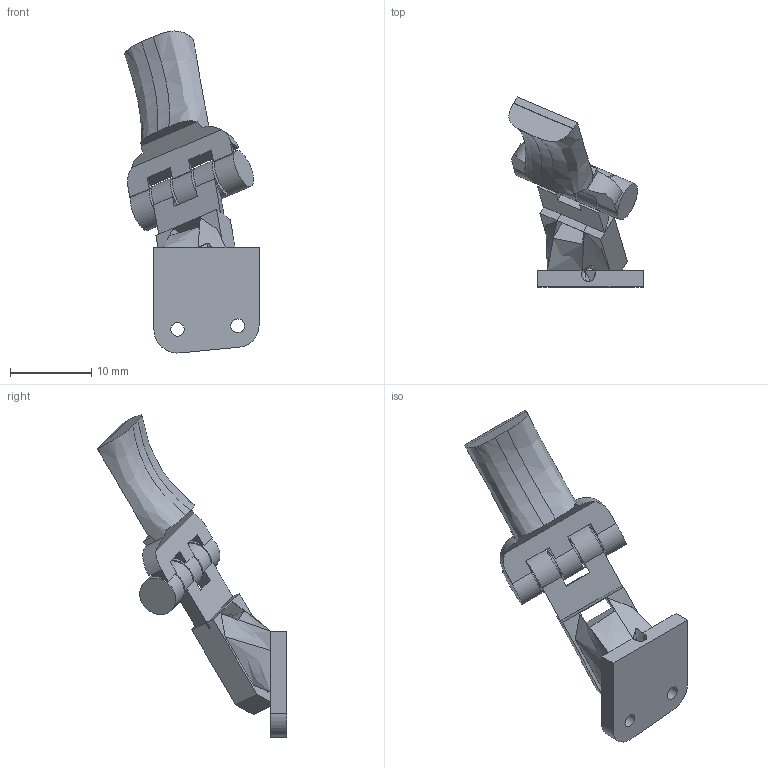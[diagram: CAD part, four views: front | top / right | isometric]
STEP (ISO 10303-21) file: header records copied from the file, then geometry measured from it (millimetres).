
FILE_DESCRIPTION(/* description */ (''),/* implementation_level */ '2;1');
FILE_NAME(/* name */ 'backpaddle_neo_v1.0.step',/* time_stamp */ '2023-07-23T15:53:38-06:00',/* author */ (''),/* organization */ (''),/* preprocessor_version */ 'ST-DEVELOPER v19.2',/* originating_system */ 'Autodesk Translation Framework v12.6.0.85',/* authorisation */ '');
FILE_SCHEMA (('AUTOMOTIVE_DESIGN { 1 0 10303 214 3 1 1 }'));
Length unit declared in the file: millimetre
Products named in the file (2): zpaddle_neo3; Body4
Assembly tree (1 placements, depth 2):
  zpaddle_neo3
    Body4
Bounding box: 16.55 x 23.41 x 39.76 mm (x, y, z)
Volume: 1351.6 mm3; surface area: 1868.4 mm2
Topology: 2 solids, 2 shells, 130 faces, 362 edges, 241 vertices
Faces by surface type: plane 89, cylinder 20, bspline 13, sphere 8
Full cylindrical faces by diameter (mm): 1.3 x2, 1.7 x2, 2.6 x2, 2.98 x4, 4.8 x5
Entity records: 4850 total; most frequent: CARTESIAN_POINT 1557, ORIENTED_EDGE 708, DIRECTION 603, EDGE_CURVE 354, VERTEX_POINT 241, LINE 221, VECTOR 221, AXIS2_PLACEMENT_3D 191
